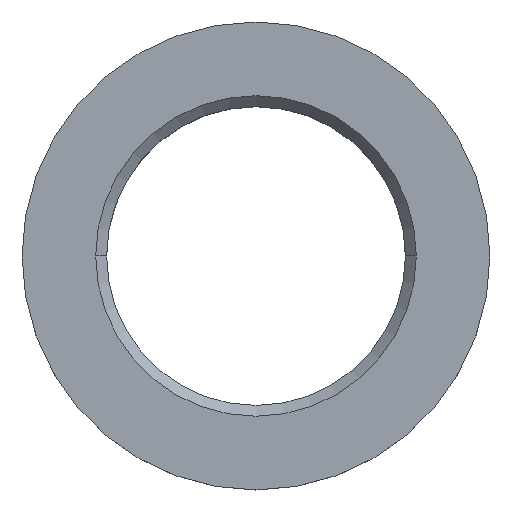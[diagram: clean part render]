
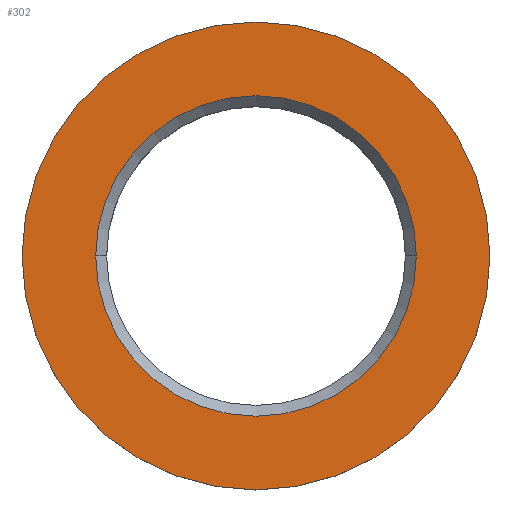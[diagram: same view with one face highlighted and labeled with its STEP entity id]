
A CAD part, top view. The second image highlights one B-rep face of the part: STEP entity #302.
In plain terms, the highlighted planar face has unit normal (0, 0, 1).
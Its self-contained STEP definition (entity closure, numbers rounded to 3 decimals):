
#9 = EDGE_LOOP ( 'NONE', ( #317, #492 ) ) ;
#18 = DIRECTION ( 'NONE',  ( 1., 0., 0. ) ) ;
#34 = DIRECTION ( 'NONE',  ( 0., 0., -1. ) ) ;
#36 = EDGE_CURVE ( 'NONE', #48, #296, #524, .T. ) ;
#41 = AXIS2_PLACEMENT_3D ( 'NONE', #394, #220, #397 ) ;
#48 = VERTEX_POINT ( 'NONE', #393 ) ;
#63 = PLANE ( 'NONE',  #350 ) ;
#67 = CIRCLE ( 'NONE', #168, 7.395 ) ;
#109 = FACE_OUTER_BOUND ( 'NONE', #9, .T. ) ;
#117 = DIRECTION ( 'NONE',  ( -1., 0., 0. ) ) ;
#144 = EDGE_LOOP ( 'NONE', ( #415, #190 ) ) ;
#168 = AXIS2_PLACEMENT_3D ( 'NONE', #298, #34, #355 ) ;
#172 = DIRECTION ( 'NONE',  ( 0., 0., -1. ) ) ;
#173 = FACE_BOUND ( 'NONE', #144, .T. ) ;
#190 = ORIENTED_EDGE ( 'NONE', *, *, #301, .T. ) ;
#198 = EDGE_CURVE ( 'NONE', #287, #368, #67, .T. ) ;
#216 = CARTESIAN_POINT ( 'NONE',  ( -10.795, 0., 0. ) ) ;
#220 = DIRECTION ( 'NONE',  ( 0., 0., -1. ) ) ;
#273 = AXIS2_PLACEMENT_3D ( 'NONE', #383, #547, #18 ) ;
#287 = VERTEX_POINT ( 'NONE', #480 ) ;
#296 = VERTEX_POINT ( 'NONE', #216 ) ;
#298 = CARTESIAN_POINT ( 'NONE',  ( 0., 0., 0. ) ) ;
#301 = EDGE_CURVE ( 'NONE', #368, #287, #475, .T. ) ;
#302 = ADVANCED_FACE ( 'NONE', ( #173, #109 ), #63, .F. ) ;
#317 = ORIENTED_EDGE ( 'NONE', *, *, #36, .T. ) ;
#335 = DIRECTION ( 'NONE',  ( 0., 0., 1. ) ) ;
#336 = CIRCLE ( 'NONE', #357, 10.795 ) ;
#350 = AXIS2_PLACEMENT_3D ( 'NONE', #438, #172, #117 ) ;
#355 = DIRECTION ( 'NONE',  ( -1., 0., 0. ) ) ;
#357 = AXIS2_PLACEMENT_3D ( 'NONE', #463, #335, #419 ) ;
#368 = VERTEX_POINT ( 'NONE', #395 ) ;
#383 = CARTESIAN_POINT ( 'NONE',  ( 0., 0., 0. ) ) ;
#393 = CARTESIAN_POINT ( 'NONE',  ( 10.795, 0., 0. ) ) ;
#394 = CARTESIAN_POINT ( 'NONE',  ( 0., 0., 0. ) ) ;
#395 = CARTESIAN_POINT ( 'NONE',  ( -7.395, 0., 0. ) ) ;
#397 = DIRECTION ( 'NONE',  ( -1., 0., 0. ) ) ;
#415 = ORIENTED_EDGE ( 'NONE', *, *, #198, .T. ) ;
#419 = DIRECTION ( 'NONE',  ( 1., 0., 0. ) ) ;
#438 = CARTESIAN_POINT ( 'NONE',  ( 0., 6.35, 0. ) ) ;
#462 = EDGE_CURVE ( 'NONE', #296, #48, #336, .T. ) ;
#463 = CARTESIAN_POINT ( 'NONE',  ( 0., 0., 0. ) ) ;
#475 = CIRCLE ( 'NONE', #41, 7.395 ) ;
#480 = CARTESIAN_POINT ( 'NONE',  ( 7.395, 0., 0. ) ) ;
#492 = ORIENTED_EDGE ( 'NONE', *, *, #462, .T. ) ;
#524 = CIRCLE ( 'NONE', #273, 10.795 ) ;
#547 = DIRECTION ( 'NONE',  ( 0., 0., 1. ) ) ;
